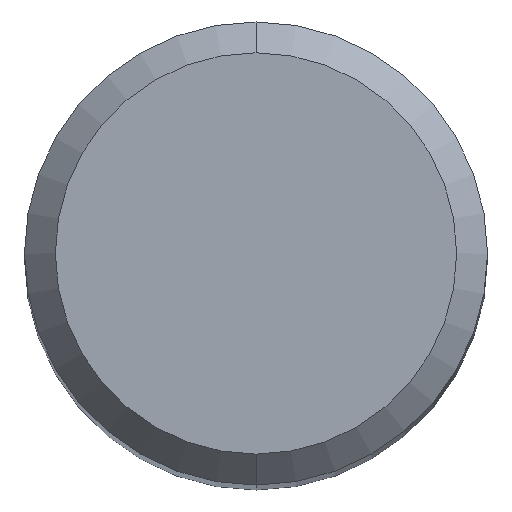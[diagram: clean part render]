
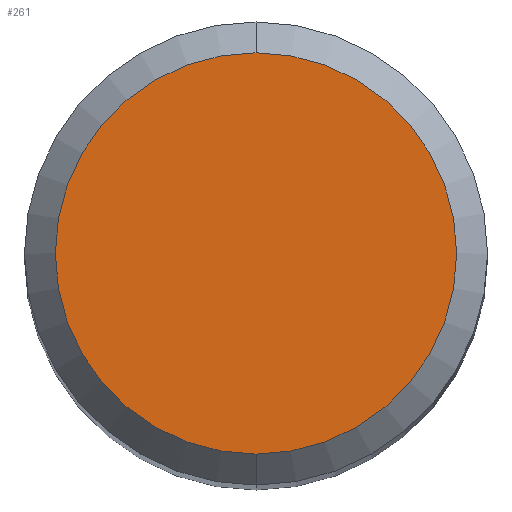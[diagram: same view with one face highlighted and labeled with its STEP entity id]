
A CAD part, top view. The second image highlights one B-rep face of the part: STEP entity #261.
In plain terms, the highlighted planar face has unit normal (0, 0, 1).
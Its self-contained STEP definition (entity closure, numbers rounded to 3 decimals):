
#261=ADVANCED_FACE('',(#576),#577,.T.);
#285=VERTEX_POINT('',#602);
#301=VERTEX_POINT('',#619);
#317=EDGE_CURVE('',#301,#285,#637,.T.);
#431=EDGE_CURVE('',#285,#301,#763,.T.);
#576=FACE_OUTER_BOUND('',#1067,.T.);
#577=PLANE('',#1068);
#602=CARTESIAN_POINT('',(0.,-2.6,0.0));
#619=CARTESIAN_POINT('',(0.0,2.6,0.0));
#637=CIRCLE('',#1159,2.6);
#763=CIRCLE('',#1390,2.6);
#1067=EDGE_LOOP('',(#1544,#1545));
#1068=AXIS2_PLACEMENT_3D('',#1546,#1547,#1548);
#1159=AXIS2_PLACEMENT_3D('',#1601,#1602,#1603);
#1390=AXIS2_PLACEMENT_3D('',#1755,#1756,#1757);
#1544=ORIENTED_EDGE('',*,*,#317,.F.);
#1545=ORIENTED_EDGE('',*,*,#431,.F.);
#1546=CARTESIAN_POINT('',(0.0,1.3,0.0));
#1547=DIRECTION('',(-0.0,0.0,1.0));
#1548=DIRECTION('',(0.0,-1.0,0.0));
#1601=CARTESIAN_POINT('',(0.0,0.0,0.0));
#1602=DIRECTION('',(0.0,0.0,-1.0));
#1603=DIRECTION('',(0.0,1.0,0.0));
#1755=CARTESIAN_POINT('',(0.0,0.0,0.0));
#1756=DIRECTION('',(0.0,0.0,-1.0));
#1757=DIRECTION('',(0.0,1.0,0.0));
